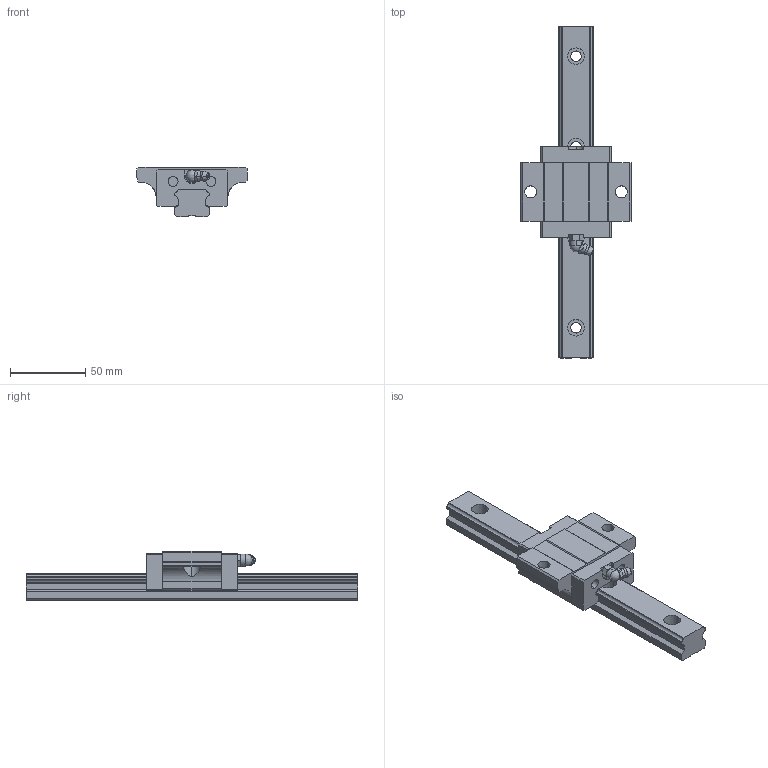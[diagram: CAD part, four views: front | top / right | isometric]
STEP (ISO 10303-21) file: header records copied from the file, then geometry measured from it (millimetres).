
FILE_DESCRIPTION((''),'1');
FILE_NAME(' ',' ',(''),(''),'ACIS Interop R16','Kubotek KeyCreator V6.5.2 (0407)',' ');
FILE_SCHEMA(('CONFIG_CONTROL_DESIGN'));
Length unit declared in the file: millimetre
Products named in the file (3): 1; 2; 3
Bounding box: 73 x 220 x 33 mm (x, y, z)
Volume: 143387.3 mm3; surface area: 37584.5 mm2
Topology: 3 solids, 3 shells, 206 faces, 563 edges, 369 vertices
Faces by surface type: plane 137, cylinder 52, torus 10, sphere 3, bspline 2, cone 2
Entity records: 6880 total; most frequent: CARTESIAN_POINT 1411, ORIENTED_EDGE 1122, DIRECTION 1116, EDGE_CURVE 561, AXIS2_PLACEMENT_3D 372, LINE 372, VECTOR 372, VERTEX_POINT 369
